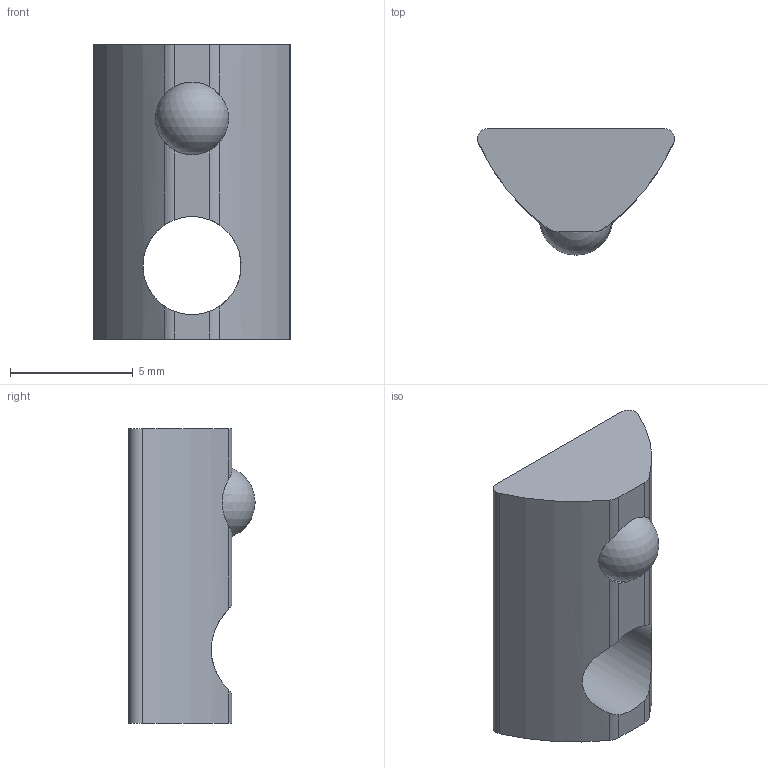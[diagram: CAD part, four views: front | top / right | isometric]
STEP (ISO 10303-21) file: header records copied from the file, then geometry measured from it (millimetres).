
FILE_DESCRIPTION(/* description */ (''),/* implementation_level */ '2;1');
FILE_NAME(/* name */ '122275',/* time_stamp */ '2014-10-06T11:48:49+02:00',/* author */ (''),/* organization */ (''),/* preprocessor_version */ 'ST-DEVELOPER v14',/* originating_system */ 'HiCAD 2013 1802.4 Build 509',/* authorisation */ '');
FILE_SCHEMA (('AUTOMOTIVE_DESIGN { 1 0 10303 214 1 1 1 1 }'));
Length unit declared in the file: millimetre
Products named in the file (2): Root; 122275Sleufmoer 5 - M4 met kogelBOIKON
Assembly tree (1 placements, depth 2):
  Root
    122275Sleufmoer 5 - M4 met kogelBOIKON
Bounding box: 8.02 x 5.15 x 12 mm (x, y, z)
Volume: 235.8 mm3; surface area: 360.6 mm2
Topology: 1 solids, 2 shells, 23 faces, 60 edges, 41 vertices
Faces by surface type: cylinder 14, plane 7, sphere 2
Full cylindrical faces by diameter (mm): 2.96 x1, 4 x1
Entity records: 2427 total; most frequent: CARTESIAN_POINT 1291, PRESENTATION_STYLE_ASSIGNMENT 115, COLOUR_RGB 115, DRAUGHTING_PRE_DEFINED_CURVE_FONT 114, CURVE_STYLE 114, OVER_RIDING_STYLED_ITEM 114, ORIENTED_EDGE 114, DIRECTION 112
